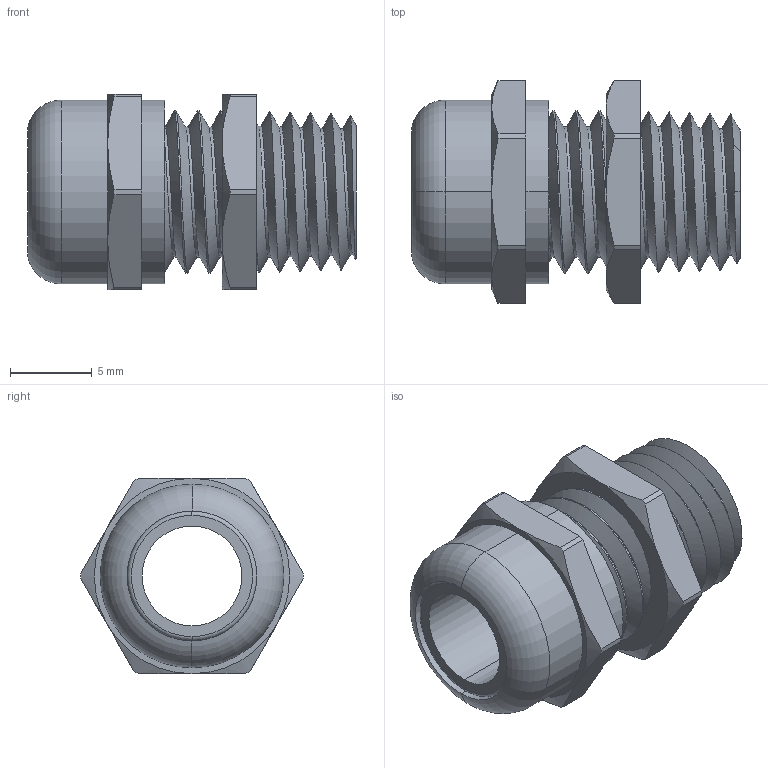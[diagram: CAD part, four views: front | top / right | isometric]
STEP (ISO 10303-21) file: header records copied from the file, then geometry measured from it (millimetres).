
FILE_DESCRIPTION (( 'STEP AP203' ), '1' );
FILE_NAME ('8183K7.step', '2015-04-17T14:28:42', ( '' ), ( '' ), 'SwSTEP 2.0', 'SolidWorks 2010', '' );
FILE_SCHEMA (( 'CONFIG_CONTROL_DESIGN' ));
Length unit declared in the file: inch
Products named in the file (1): 8183K7
Bounding box: 20.07 x 13.61 x 11.94 mm (x, y, z)
Volume: 1016.4 mm3; surface area: 1801.2 mm2
Topology: 2 solids, 3 shells, 84 faces, 198 edges, 125 vertices
Faces by surface type: cylinder 30, plane 23, cone 17, bspline 10, torus 4
Entity records: 6479 total; most frequent: CARTESIAN_POINT 4579, ORIENTED_EDGE 396, DIRECTION 354, EDGE_CURVE 198, AXIS2_PLACEMENT_3D 148, VERTEX_POINT 125, EDGE_LOOP 93, FACE_OUTER_BOUND 84
